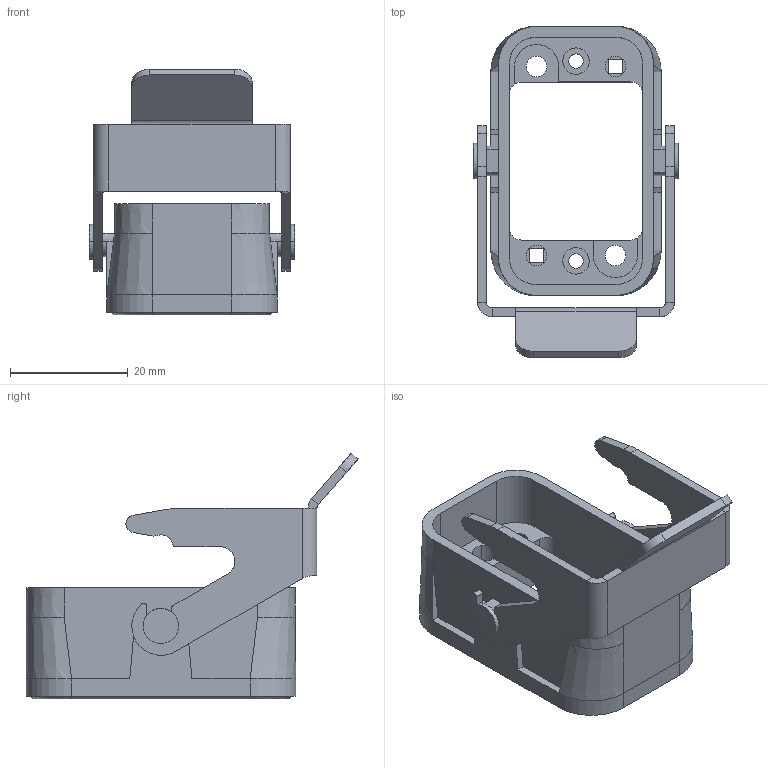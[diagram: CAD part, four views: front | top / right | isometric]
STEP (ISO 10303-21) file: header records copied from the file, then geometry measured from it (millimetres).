
FILE_DESCRIPTION(('CATIA V5 STEP','CAx-IF Rec.Pracs.--- Model Styling and Organization---1.2---2011-12-15'),'2;1');
FILE_NAME ('13406090_2', '2018-08-07T07:43:22+00:00', ('none'), ('Weidmueller'), 'CATIA Version 5-6 Release 2014 SP4 HF52', 'CATIA V5 STEP AP214', 'none');
FILE_SCHEMA(('AUTOMOTIVE_DESIGN { 1 0 10303 214 1 1 1 1 }'));
Length unit declared in the file: millimetre
Products named in the file (1): 1003050000
Bounding box: 35 x 56.5 x 41.81 mm (x, y, z)
Volume: 9337 mm3; surface area: 10496.5 mm2
Topology: 1 solids, 2 shells, 235 faces, 586 edges, 356 vertices
Faces by surface type: plane 123, cylinder 90, torus 12, bspline 6, cone 4
Entity records: 6901 total; most frequent: CARTESIAN_POINT 1720, ORIENTED_EDGE 1172, DIRECTION 851, EDGE_CURVE 586, VECTOR 358, LINE 358, VERTEX_POINT 356, AXIS2_PLACEMENT_3D 333
